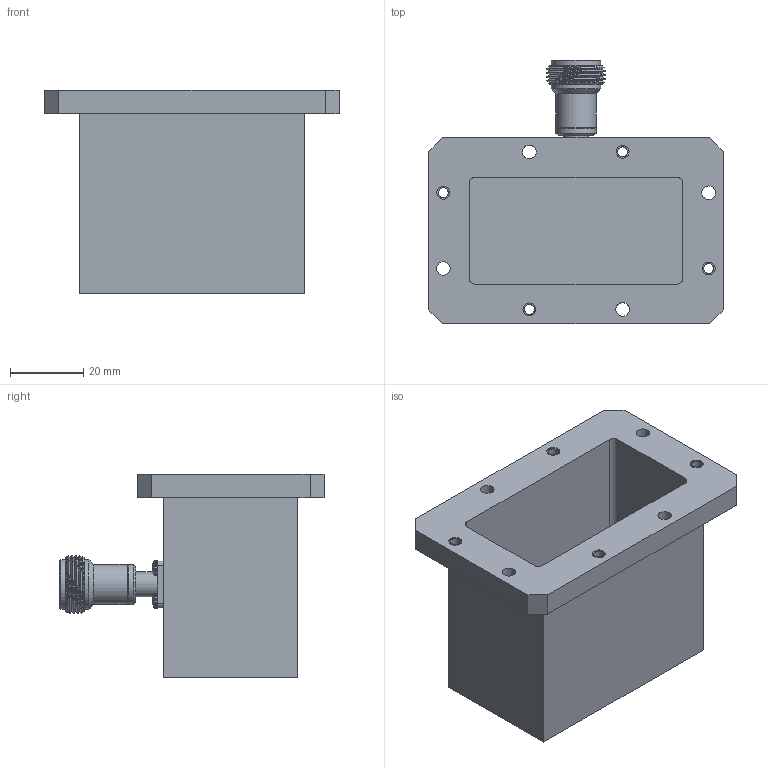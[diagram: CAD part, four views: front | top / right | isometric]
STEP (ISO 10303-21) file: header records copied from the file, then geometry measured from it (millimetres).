
FILE_DESCRIPTION (( 'STEP AP203' ), '1' );
FILE_NAME ('FMWCA9823_3D.step', '2022-03-15T17:04:57', ( '' ), ( '' ), 'SwSTEP 2.0', 'SolidWorks 2021', '' );
FILE_SCHEMA (( 'CONFIG_CONTROL_DESIGN' ));
Length unit declared in the file: inch
Products named in the file (1): FMWCA9823_3D
Bounding box: 80.16 x 71.88 x 55.37 mm (x, y, z)
Volume: 48466.7 mm3; surface area: 30634.3 mm2
Topology: 1 solids, 1 shells, 226 faces, 607 edges, 407 vertices
Faces by surface type: plane 106, cylinder 82, cone 23, bspline 15
Full cylindrical faces by diameter (mm): 2.705 x4, 3.048 x1, 3.505 x4, 3.708 x4, 4.064 x1, 4.172 x4, 6.807 x1, 10.414 x2, 10.922 x2, 13.462 x2
Entity records: 9107 total; most frequent: CARTESIAN_POINT 4011, ORIENTED_EDGE 1104, DIRECTION 872, EDGE_CURVE 552, VERTEX_POINT 390, AXIS2_PLACEMENT_3D 322, EDGE_LOOP 304, FACE_OUTER_BOUND 259
